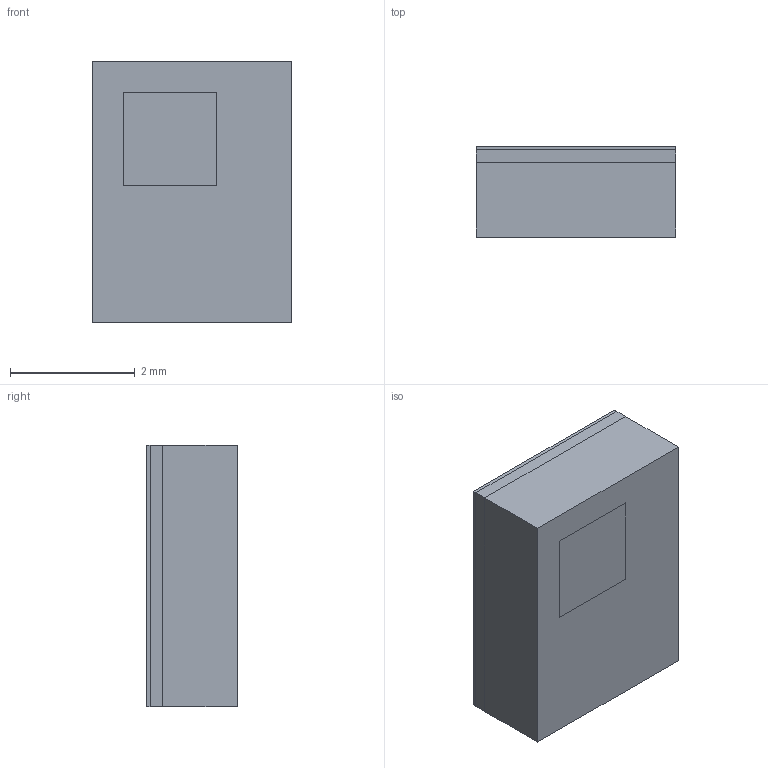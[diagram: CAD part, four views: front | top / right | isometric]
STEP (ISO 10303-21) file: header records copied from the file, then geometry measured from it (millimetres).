
FILE_DESCRIPTION (( 'STEP AP214' ), '1' );
FILE_NAME ('STHS34PF80TR.STEP', '2023-09-28T08:16:05', ( '' ), ( '' ), 'SwSTEP 2.0', 'SolidWorks 2021', '' );
FILE_SCHEMA (( 'AUTOMOTIVE_DESIGN' ));
Length unit declared in the file: millimetre
Products named in the file (1): STHS34PF80TR
Bounding box: 3.2 x 1.46 x 4.2 mm (x, y, z)
Volume: 19.6 mm3; surface area: 108.6 mm2
Topology: 14 solids, 14 shells, 132 faces, 306 edges, 204 vertices
Faces by surface type: plane 130, cylinder 2
Entity records: 4657 total; most frequent: CARTESIAN_POINT 643, ORIENTED_EDGE 612, DIRECTION 576, EDGE_CURVE 306, VECTOR 302, LINE 302, VERTEX_POINT 204, EDGE_LOOP 154
